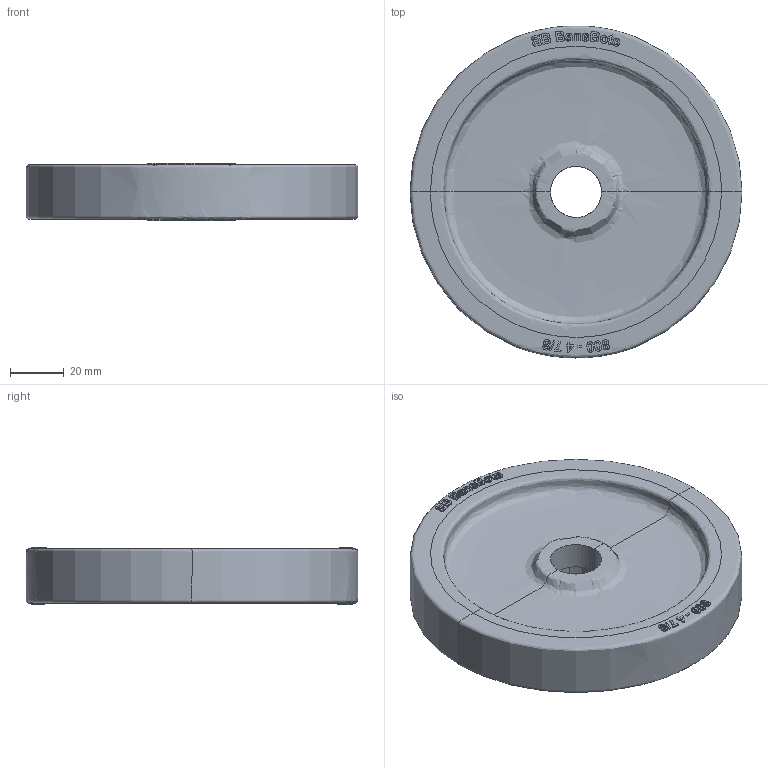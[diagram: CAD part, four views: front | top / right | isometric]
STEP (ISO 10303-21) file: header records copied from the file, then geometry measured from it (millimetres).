
FILE_DESCRIPTION(/* description */ (''),/* implementation_level */ '2;1');
FILE_NAME(/* name */ 'T81P-49',/* time_stamp */ '2017-01-06T15:16:24-07:00',/* author */ (''),/* organization */ (''),/* preprocessor_version */ 'ST-DEVELOPER v10',/* originating_system */ '',/* authorisation */ '');
FILE_SCHEMA (('CONFIG_CONTROL_DESIGN'));
Length unit declared in the file: inch
Products named in the file (1): 1
Bounding box: 123.83 x 123.83 x 21.34 mm (x, y, z)
Volume: 139008.1 mm3; surface area: 53860.6 mm2
Topology: 2 solids, 2 shells, 345 faces, 806 edges, 534 vertices
Faces by surface type: bspline 296, plane 49
Entity records: 19727 total; most frequent: CARTESIAN_POINT 14372, ORIENTED_EDGE 1612, EDGE_CURVE 806, B_SPLINE_CURVE_WITH_KNOTS 735, VERTEX_POINT 534, EDGE_LOOP 418, ADVANCED_FACE 345, FACE_OUTER_BOUND 345
